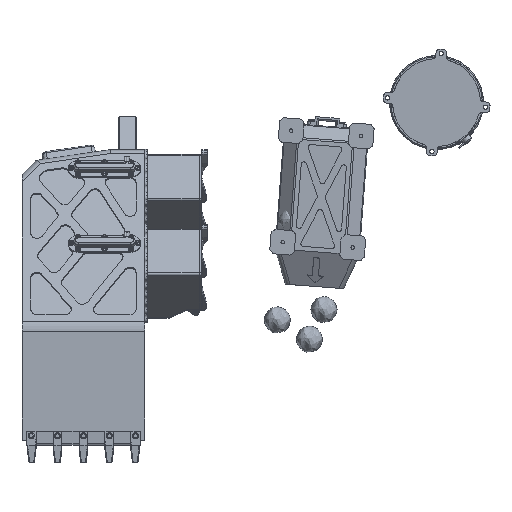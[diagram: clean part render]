
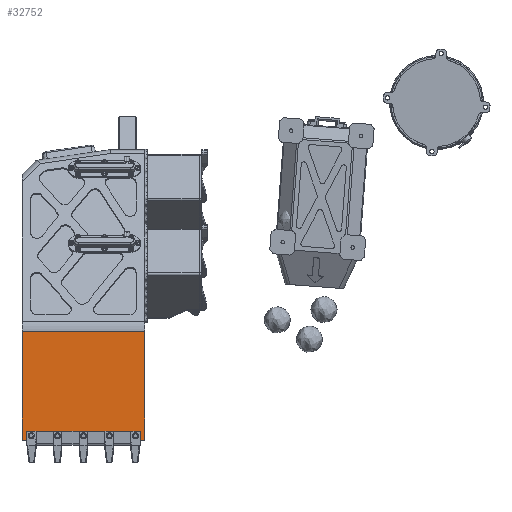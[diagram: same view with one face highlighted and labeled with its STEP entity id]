
A CAD part, front view. The second image highlights one B-rep face of the part: STEP entity #32752.
In plain terms, the highlighted planar face has unit normal (0, -1, 0).
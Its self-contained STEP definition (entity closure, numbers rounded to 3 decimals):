
#3777=FACE_OUTER_BOUND('',#5717,.T.);
#5717=EDGE_LOOP('',(#22960,#22961,#22962,#22963));
#7913=LINE('',#49581,#10983);
#7922=LINE('',#49601,#10992);
#7931=LINE('',#49623,#11001);
#8004=LINE('',#49807,#11074);
#10983=VECTOR('',#39462,10.);
#10992=VECTOR('',#39477,10.);
#11001=VECTOR('',#39494,10.);
#11074=VECTOR('',#39707,10.);
#14088=VERTEX_POINT('',#49578);
#14089=VERTEX_POINT('',#49580);
#14097=VERTEX_POINT('',#49599);
#14106=VERTEX_POINT('',#49621);
#17370=EDGE_CURVE('',#14088,#14089,#7913,.T.);
#17381=EDGE_CURVE('',#14097,#14088,#7922,.T.);
#17392=EDGE_CURVE('',#14106,#14097,#7931,.T.);
#17487=EDGE_CURVE('',#14089,#14106,#8004,.T.);
#22960=ORIENTED_EDGE('',*,*,#17487,.F.);
#22961=ORIENTED_EDGE('',*,*,#17370,.F.);
#22962=ORIENTED_EDGE('',*,*,#17381,.F.);
#22963=ORIENTED_EDGE('',*,*,#17392,.F.);
#31750=PLANE('',#35391);
#32752=ADVANCED_FACE('',(#3777),#31750,.T.);
#35391=AXIS2_PLACEMENT_3D('',#49808,#39708,#39709);
#39462=DIRECTION('',(-1.,0.,0.));
#39477=DIRECTION('',(0.,0.,-1.));
#39494=DIRECTION('',(1.,0.,0.));
#39707=DIRECTION('',(0.,0.,1.));
#39708=DIRECTION('center_axis',(0.,-1.,0.));
#39709=DIRECTION('ref_axis',(1.,0.,0.));
#49578=CARTESIAN_POINT('',(26.999,8.166,-67.5));
#49580=CARTESIAN_POINT('',(-34.848,8.166,-67.5));
#49581=CARTESIAN_POINT('',(26.999,8.166,-67.5));
#49599=CARTESIAN_POINT('',(26.999,8.166,2.5));
#49601=CARTESIAN_POINT('',(26.999,8.166,0.));
#49621=CARTESIAN_POINT('',(-34.848,8.166,2.5));
#49623=CARTESIAN_POINT('',(-38.001,8.166,2.5));
#49807=CARTESIAN_POINT('',(-34.848,8.166,0.));
#49808=CARTESIAN_POINT('Origin',(-38.001,8.166,0.));
